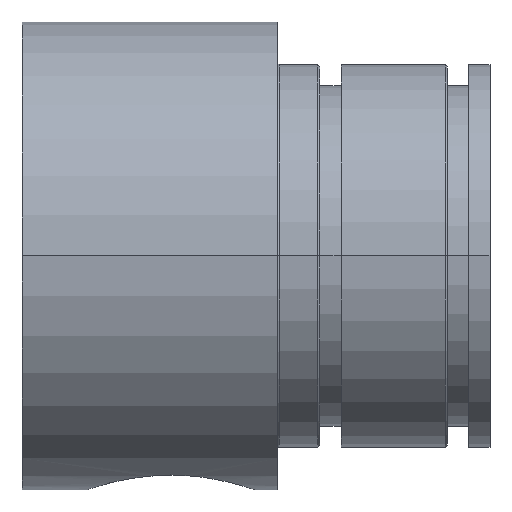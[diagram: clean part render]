
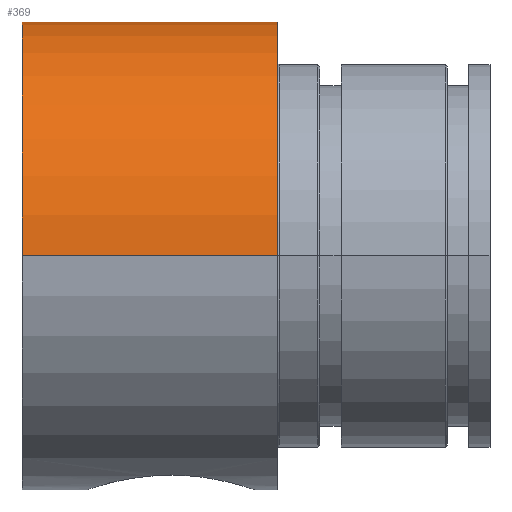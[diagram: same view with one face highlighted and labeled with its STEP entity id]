
A CAD part, top view. The second image highlights one B-rep face of the part: STEP entity #369.
In plain terms, the highlighted cylindrical face has radius 11 mm (diameter 22 mm), a partial arc.
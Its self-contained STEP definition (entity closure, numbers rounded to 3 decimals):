
#36 = AXIS2_PLACEMENT_3D ( 'NONE', #3487, #1207, #43 ) ;
#43 = DIRECTION ( 'NONE',  ( 0., 0., 1. ) ) ;
#144 = EDGE_CURVE ( 'NONE', #3472, #4704, #5534, .T. ) ;
#245 = CARTESIAN_POINT ( 'NONE',  ( 0., 0., 0. ) ) ;
#369 = ADVANCED_FACE ( 'NONE', ( #2355 ), #1926, .T. ) ;
#580 = CARTESIAN_POINT ( 'NONE',  ( 0., 0., 11. ) ) ;
#586 = ORIENTED_EDGE ( 'NONE', *, *, #1339, .T. ) ;
#618 = AXIS2_PLACEMENT_3D ( 'NONE', #245, #4037, #3152 ) ;
#870 = EDGE_CURVE ( 'NONE', #2819, #3472, #4973, .T. ) ;
#974 = CARTESIAN_POINT ( 'NONE',  ( 0., 0., -11. ) ) ;
#1207 = DIRECTION ( 'NONE',  ( -1., 0., 0. ) ) ;
#1243 = DIRECTION ( 'NONE',  ( -1., 0., 0. ) ) ;
#1339 = EDGE_CURVE ( 'NONE', #3881, #4704, #2494, .T. ) ;
#1680 = CIRCLE ( 'NONE', #36, 11. ) ;
#1832 = CARTESIAN_POINT ( 'NONE',  ( 12., 0., 11. ) ) ;
#1926 = CYLINDRICAL_SURFACE ( 'NONE', #2916, 11. ) ;
#1957 = CARTESIAN_POINT ( 'NONE',  ( 0., 0., 0. ) ) ;
#1986 = DIRECTION ( 'NONE',  ( -1., 0., 0. ) ) ;
#1991 = VECTOR ( 'NONE', #1243, 1000. ) ;
#2355 = FACE_OUTER_BOUND ( 'NONE', #3376, .T. ) ;
#2387 = DIRECTION ( 'NONE',  ( 0., 0., 1. ) ) ;
#2494 = LINE ( 'NONE', #5108, #1991 ) ;
#2783 = DIRECTION ( 'NONE',  ( -1., 0., 0. ) ) ;
#2819 = VERTEX_POINT ( 'NONE', #1832 ) ;
#2825 = CARTESIAN_POINT ( 'NONE',  ( 0., 0., 11. ) ) ;
#2916 = AXIS2_PLACEMENT_3D ( 'NONE', #1957, #1986, #2387 ) ;
#3152 = DIRECTION ( 'NONE',  ( 0., 0., 1. ) ) ;
#3376 = EDGE_LOOP ( 'NONE', ( #5128, #586, #5632, #4611 ) ) ;
#3395 = CARTESIAN_POINT ( 'NONE',  ( 12., 0., -11. ) ) ;
#3448 = VECTOR ( 'NONE', #2783, 1000. ) ;
#3472 = VERTEX_POINT ( 'NONE', #2825 ) ;
#3487 = CARTESIAN_POINT ( 'NONE',  ( 12., 0., 0. ) ) ;
#3748 = EDGE_CURVE ( 'NONE', #2819, #3881, #1680, .T. ) ;
#3881 = VERTEX_POINT ( 'NONE', #3395 ) ;
#4037 = DIRECTION ( 'NONE',  ( -1., 0., 0. ) ) ;
#4611 = ORIENTED_EDGE ( 'NONE', *, *, #870, .F. ) ;
#4704 = VERTEX_POINT ( 'NONE', #974 ) ;
#4973 = LINE ( 'NONE', #580, #3448 ) ;
#5108 = CARTESIAN_POINT ( 'NONE',  ( 0., 0., -11. ) ) ;
#5128 = ORIENTED_EDGE ( 'NONE', *, *, #3748, .T. ) ;
#5534 = CIRCLE ( 'NONE', #618, 11. ) ;
#5632 = ORIENTED_EDGE ( 'NONE', *, *, #144, .F. ) ;
